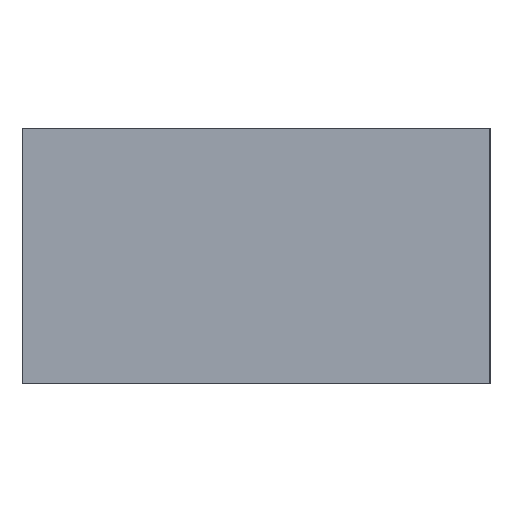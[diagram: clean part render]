
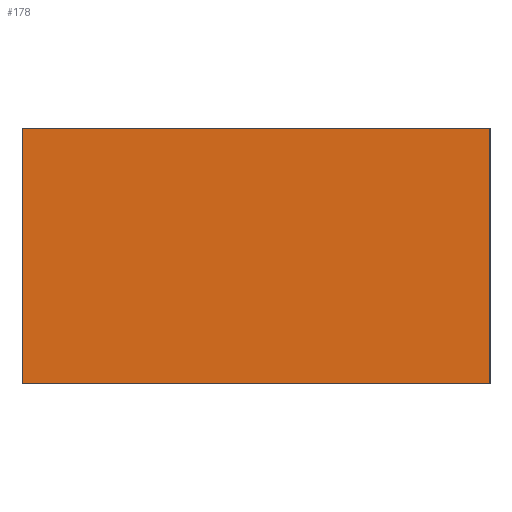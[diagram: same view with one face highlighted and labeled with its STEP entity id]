
A CAD part, left-side view. The second image highlights one B-rep face of the part: STEP entity #178.
In plain terms, the highlighted planar face has unit normal (-1, 0, 0).
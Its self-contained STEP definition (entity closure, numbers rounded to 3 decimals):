
#73=ORIENTED_EDGE('',*,*,#107,.T.);
#74=ORIENTED_EDGE('',*,*,#108,.F.);
#75=ORIENTED_EDGE('',*,*,#109,.F.);
#76=ORIENTED_EDGE('',*,*,#110,.T.);
#107=EDGE_CURVE('',#124,#125,#208,.T.);
#108=EDGE_CURVE('',#126,#125,#209,.T.);
#109=EDGE_CURVE('',#127,#126,#210,.T.);
#110=EDGE_CURVE('',#127,#124,#211,.T.);
#124=VERTEX_POINT('',#404);
#125=VERTEX_POINT('',#405);
#126=VERTEX_POINT('',#407);
#127=VERTEX_POINT('',#409);
#137=EDGE_LOOP('',(#73,#74,#75,#76));
#153=FACE_BOUND('',#137,.T.);
#169=PLANE('',#290);
#178=ADVANCED_FACE('',(#153),#169,.F.);
#208=LINE('',#403,#224);
#209=LINE('',#406,#225);
#210=LINE('',#408,#226);
#211=LINE('',#410,#227);
#224=VECTOR('',#335,1000.);
#225=VECTOR('',#336,1000.);
#226=VECTOR('',#337,1000.);
#227=VECTOR('',#338,1000.);
#290=AXIS2_PLACEMENT_3D('',#402,#333,#334);
#333=DIRECTION('',(1.,0.,0.));
#334=DIRECTION('',(0.,0.,-1.));
#335=DIRECTION('',(0.,-1.,0.));
#336=DIRECTION('',(0.,0.,-1.));
#337=DIRECTION('',(0.,-1.,0.));
#338=DIRECTION('',(0.,0.,-1.));
#402=CARTESIAN_POINT('',(0.,11.,6.));
#403=CARTESIAN_POINT('',(0.,11.,0.));
#404=CARTESIAN_POINT('',(0.,11.,0.));
#405=CARTESIAN_POINT('',(0.,0.,0.));
#406=CARTESIAN_POINT('',(0.,0.,6.));
#407=CARTESIAN_POINT('',(0.,0.,6.));
#408=CARTESIAN_POINT('',(0.,11.,6.));
#409=CARTESIAN_POINT('',(0.,11.,6.));
#410=CARTESIAN_POINT('',(0.,11.,6.));
